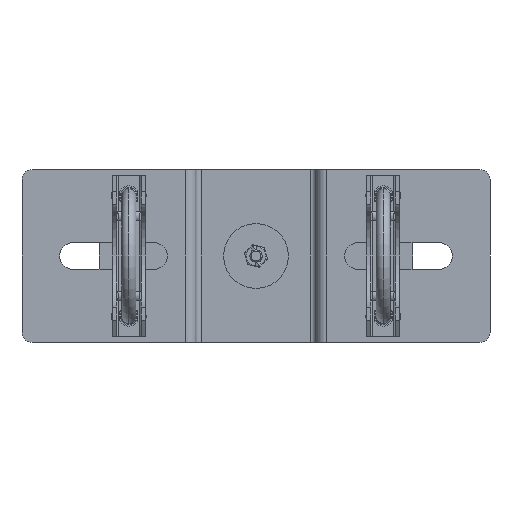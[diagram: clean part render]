
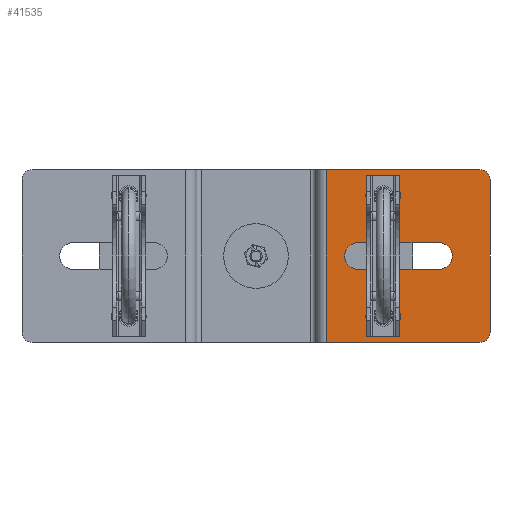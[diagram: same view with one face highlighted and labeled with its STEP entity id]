
A CAD part, front view. The second image highlights one B-rep face of the part: STEP entity #41535.
In plain terms, the highlighted planar face has unit normal (0, -1, 0).
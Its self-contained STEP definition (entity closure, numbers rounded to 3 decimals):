
#276 = DIRECTION ( 'NONE',  ( 0., -1., 0. ) ) ;
#890 = EDGE_LOOP ( 'NONE', ( #39015, #33468, #17460, #9699, #28663, #56751 ) ) ;
#1522 = LINE ( 'NONE', #20714, #47448 ) ;
#1631 = LINE ( 'NONE', #16844, #59550 ) ;
#2001 = AXIS2_PLACEMENT_3D ( 'NONE', #22318, #32751, #37993 ) ;
#2317 = LINE ( 'NONE', #54903, #54195 ) ;
#2812 = PLANE ( 'NONE',  #56201 ) ;
#4114 = CARTESIAN_POINT ( 'NONE',  ( 50., -47.5, 0. ) ) ;
#4188 = DIRECTION ( 'NONE',  ( 0., 0., 1. ) ) ;
#4754 = VERTEX_POINT ( 'NONE', #32121 ) ;
#4843 = DIRECTION ( 'NONE',  ( 0., 0., 1. ) ) ;
#5491 = VERTEX_POINT ( 'NONE', #35032 ) ;
#5784 = EDGE_CURVE ( 'NONE', #8841, #10556, #1631, .T. ) ;
#6020 = EDGE_CURVE ( 'NONE', #6598, #20346, #36051, .T. ) ;
#6331 = VERTEX_POINT ( 'NONE', #59597 ) ;
#6598 = VERTEX_POINT ( 'NONE', #38522 ) ;
#6866 = EDGE_CURVE ( 'NONE', #41322, #16948, #51756, .T. ) ;
#7161 = EDGE_CURVE ( 'NONE', #6331, #5491, #19440, .T. ) ;
#7580 = CARTESIAN_POINT ( 'NONE',  ( 110., -47.5, 42.5 ) ) ;
#7635 = EDGE_CURVE ( 'NONE', #12013, #10556, #11897, .T. ) ;
#7725 = ORIENTED_EDGE ( 'NONE', *, *, #52797, .T. ) ;
#8841 = VERTEX_POINT ( 'NONE', #44234 ) ;
#9498 = DIRECTION ( 'NONE',  ( 0., -1., 0. ) ) ;
#9699 = ORIENTED_EDGE ( 'NONE', *, *, #14983, .T. ) ;
#9805 = CARTESIAN_POINT ( 'NONE',  ( 110., -47.5, -37.5 ) ) ;
#9945 = ORIENTED_EDGE ( 'NONE', *, *, #11270, .T. ) ;
#10556 = VERTEX_POINT ( 'NONE', #41352 ) ;
#10665 = DIRECTION ( 'NONE',  ( 1., 0., 0. ) ) ;
#11055 = DIRECTION ( 'NONE',  ( 0., 0., 1. ) ) ;
#11270 = EDGE_CURVE ( 'NONE', #53305, #6331, #46761, .T. ) ;
#11897 = CIRCLE ( 'NONE', #51038, 5. ) ;
#11915 = DIRECTION ( 'NONE',  ( 0., 0., 1. ) ) ;
#12013 = VERTEX_POINT ( 'NONE', #34961 ) ;
#13218 = EDGE_CURVE ( 'NONE', #52197, #53305, #15606, .T. ) ;
#14489 = DIRECTION ( 'NONE',  ( 0., 0., 1. ) ) ;
#14983 = EDGE_CURVE ( 'NONE', #8841, #43523, #37435, .T. ) ;
#15227 = CARTESIAN_POINT ( 'NONE',  ( 90., -47.5, -6.5 ) ) ;
#15362 = CIRCLE ( 'NONE', #17257, 5. ) ;
#15515 = VECTOR ( 'NONE', #51260, 1000. ) ;
#15606 = CIRCLE ( 'NONE', #33214, 6.5 ) ;
#15652 = DIRECTION ( 'NONE',  ( 0., 1., 0. ) ) ;
#16844 = CARTESIAN_POINT ( 'NONE',  ( 115., -47.5, 42.5 ) ) ;
#16894 = EDGE_LOOP ( 'NONE', ( #22934, #40619 ) ) ;
#16948 = VERTEX_POINT ( 'NONE', #44902 ) ;
#17257 = AXIS2_PLACEMENT_3D ( 'NONE', #44708, #20796, #11915 ) ;
#17372 = VECTOR ( 'NONE', #10665, 1000. ) ;
#17460 = ORIENTED_EDGE ( 'NONE', *, *, #5784, .F. ) ;
#18790 = AXIS2_PLACEMENT_3D ( 'NONE', #51954, #276, #4843 ) ;
#19385 = VECTOR ( 'NONE', #19463, 1000. ) ;
#19440 = CIRCLE ( 'NONE', #39075, 6.5 ) ;
#19463 = DIRECTION ( 'NONE',  ( -1., 0., 0. ) ) ;
#20150 = DIRECTION ( 'NONE',  ( 0., 1., 0. ) ) ;
#20346 = VERTEX_POINT ( 'NONE', #38826 ) ;
#20503 = ORIENTED_EDGE ( 'NONE', *, *, #13218, .T. ) ;
#20714 = CARTESIAN_POINT ( 'NONE',  ( 32., -47.5, -42.5 ) ) ;
#20796 = DIRECTION ( 'NONE',  ( 0., 1., 0. ) ) ;
#21282 = VERTEX_POINT ( 'NONE', #58170 ) ;
#21814 = DIRECTION ( 'NONE',  ( 0., 0., -1. ) ) ;
#22318 = CARTESIAN_POINT ( 'NONE',  ( 62.5, -47.5, 30. ) ) ;
#22934 = ORIENTED_EDGE ( 'NONE', *, *, #6020, .T. ) ;
#23322 = DIRECTION ( 'NONE',  ( 0., 0., -1. ) ) ;
#23960 = EDGE_LOOP ( 'NONE', ( #59289, #7725 ) ) ;
#24708 = CARTESIAN_POINT ( 'NONE',  ( 90., -47.5, 0. ) ) ;
#25077 = FACE_BOUND ( 'NONE', #23960, .T. ) ;
#26930 = ORIENTED_EDGE ( 'NONE', *, *, #28119, .T. ) ;
#27640 = LINE ( 'NONE', #56451, #15515 ) ;
#28119 = EDGE_CURVE ( 'NONE', #5491, #52197, #27640, .T. ) ;
#28460 = DIRECTION ( 'NONE',  ( 0., 0., 1. ) ) ;
#28663 = ORIENTED_EDGE ( 'NONE', *, *, #31530, .F. ) ;
#28995 = DIRECTION ( 'NONE',  ( 1., 0., 0. ) ) ;
#30030 = AXIS2_PLACEMENT_3D ( 'NONE', #37806, #56432, #14489 ) ;
#30321 = FACE_OUTER_BOUND ( 'NONE', #890, .T. ) ;
#31530 = EDGE_CURVE ( 'NONE', #21282, #43523, #47725, .T. ) ;
#32121 = CARTESIAN_POINT ( 'NONE',  ( 34.5, -47.5, -42.5 ) ) ;
#32538 = DIRECTION ( 'NONE',  ( 0., 1., 0. ) ) ;
#32751 = DIRECTION ( 'NONE',  ( 0., 1., 0. ) ) ;
#33214 = AXIS2_PLACEMENT_3D ( 'NONE', #24708, #20150, #43481 ) ;
#33468 = ORIENTED_EDGE ( 'NONE', *, *, #7635, .T. ) ;
#34961 = CARTESIAN_POINT ( 'NONE',  ( 110., -47.5, -42.5 ) ) ;
#35032 = CARTESIAN_POINT ( 'NONE',  ( 50., -47.5, 6.5 ) ) ;
#36051 = CIRCLE ( 'NONE', #2001, 5. ) ;
#37435 = CIRCLE ( 'NONE', #18790, 5. ) ;
#37806 = CARTESIAN_POINT ( 'NONE',  ( 62.5, -47.5, 30. ) ) ;
#37993 = DIRECTION ( 'NONE',  ( 0., 0., 1. ) ) ;
#38522 = CARTESIAN_POINT ( 'NONE',  ( 62.5, -47.5, 35. ) ) ;
#38826 = CARTESIAN_POINT ( 'NONE',  ( 62.5, -47.5, 25. ) ) ;
#39015 = ORIENTED_EDGE ( 'NONE', *, *, #56342, .T. ) ;
#39075 = AXIS2_PLACEMENT_3D ( 'NONE', #4114, #32538, #23322 ) ;
#39258 = FACE_BOUND ( 'NONE', #43227, .T. ) ;
#40619 = ORIENTED_EDGE ( 'NONE', *, *, #53556, .T. ) ;
#41322 = VERTEX_POINT ( 'NONE', #42648 ) ;
#41352 = CARTESIAN_POINT ( 'NONE',  ( 115., -47.5, -37.5 ) ) ;
#41535 = ADVANCED_FACE ( 'NONE', ( #25077, #57885, #39258, #30321 ), #2812, .F. ) ;
#42648 = CARTESIAN_POINT ( 'NONE',  ( 62.5, -47.5, -25. ) ) ;
#42785 = CARTESIAN_POINT ( 'NONE',  ( 90., -47.5, -6.5 ) ) ;
#43227 = EDGE_LOOP ( 'NONE', ( #9945, #52792, #26930, #20503 ) ) ;
#43481 = DIRECTION ( 'NONE',  ( 0., 0., -1. ) ) ;
#43523 = VERTEX_POINT ( 'NONE', #7580 ) ;
#44234 = CARTESIAN_POINT ( 'NONE',  ( 115., -47.5, 37.5 ) ) ;
#44708 = CARTESIAN_POINT ( 'NONE',  ( 62.5, -47.5, -30. ) ) ;
#44740 = CARTESIAN_POINT ( 'NONE',  ( 32., -47.5, 42.5 ) ) ;
#44902 = CARTESIAN_POINT ( 'NONE',  ( 62.5, -47.5, -35. ) ) ;
#46117 = DIRECTION ( 'NONE',  ( 0., 1., 0. ) ) ;
#46358 = CARTESIAN_POINT ( 'NONE',  ( 90., -47.5, 6.5 ) ) ;
#46710 = CARTESIAN_POINT ( 'NONE',  ( 62.5, -47.5, -30. ) ) ;
#46761 = LINE ( 'NONE', #42785, #19385 ) ;
#47448 = VECTOR ( 'NONE', #28995, 1000. ) ;
#47725 = LINE ( 'NONE', #52000, #17372 ) ;
#48445 = DIRECTION ( 'NONE',  ( 0., 0., -1. ) ) ;
#48858 = AXIS2_PLACEMENT_3D ( 'NONE', #46710, #46117, #4188 ) ;
#51038 = AXIS2_PLACEMENT_3D ( 'NONE', #9805, #9498, #28460 ) ;
#51260 = DIRECTION ( 'NONE',  ( 1., 0., 0. ) ) ;
#51756 = CIRCLE ( 'NONE', #48858, 5. ) ;
#51954 = CARTESIAN_POINT ( 'NONE',  ( 110., -47.5, 37.5 ) ) ;
#52000 = CARTESIAN_POINT ( 'NONE',  ( 32., -47.5, 42.5 ) ) ;
#52197 = VERTEX_POINT ( 'NONE', #46358 ) ;
#52792 = ORIENTED_EDGE ( 'NONE', *, *, #7161, .T. ) ;
#52797 = EDGE_CURVE ( 'NONE', #16948, #41322, #15362, .T. ) ;
#53305 = VERTEX_POINT ( 'NONE', #15227 ) ;
#53556 = EDGE_CURVE ( 'NONE', #20346, #6598, #56442, .T. ) ;
#54195 = VECTOR ( 'NONE', #21814, 1000. ) ;
#54903 = CARTESIAN_POINT ( 'NONE',  ( 34.5, -47.5, 42.5 ) ) ;
#56201 = AXIS2_PLACEMENT_3D ( 'NONE', #44740, #15652, #11055 ) ;
#56342 = EDGE_CURVE ( 'NONE', #4754, #12013, #1522, .T. ) ;
#56432 = DIRECTION ( 'NONE',  ( 0., 1., 0. ) ) ;
#56442 = CIRCLE ( 'NONE', #30030, 5. ) ;
#56451 = CARTESIAN_POINT ( 'NONE',  ( 90., -47.5, 6.5 ) ) ;
#56751 = ORIENTED_EDGE ( 'NONE', *, *, #57692, .T. ) ;
#57692 = EDGE_CURVE ( 'NONE', #21282, #4754, #2317, .T. ) ;
#57885 = FACE_BOUND ( 'NONE', #16894, .T. ) ;
#58170 = CARTESIAN_POINT ( 'NONE',  ( 34.5, -47.5, 42.5 ) ) ;
#59289 = ORIENTED_EDGE ( 'NONE', *, *, #6866, .T. ) ;
#59550 = VECTOR ( 'NONE', #48445, 1000. ) ;
#59597 = CARTESIAN_POINT ( 'NONE',  ( 50., -47.5, -6.5 ) ) ;
